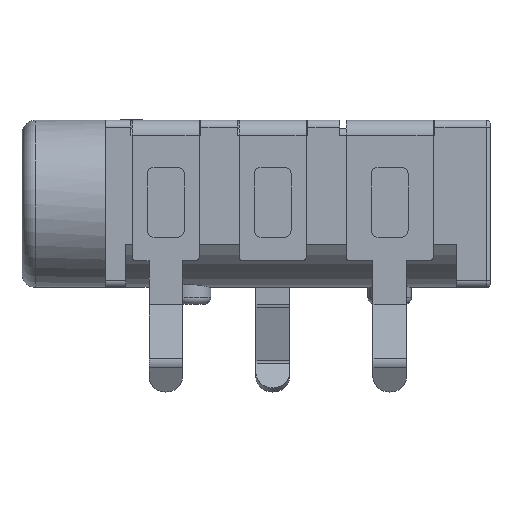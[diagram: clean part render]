
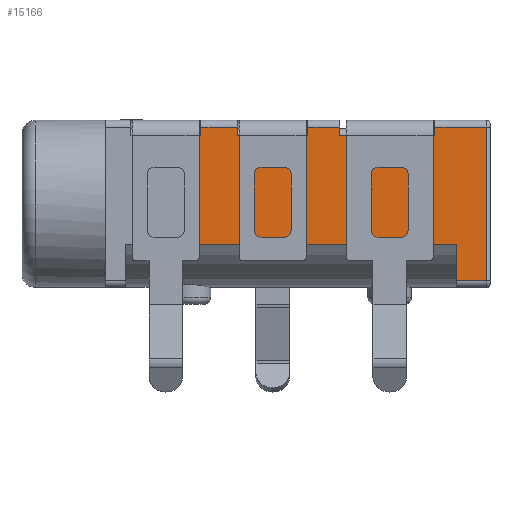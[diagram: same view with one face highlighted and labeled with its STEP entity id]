
A CAD part, front view. The second image highlights one B-rep face of the part: STEP entity #15166.
In plain terms, the highlighted planar face has unit normal (0, -1, 0).
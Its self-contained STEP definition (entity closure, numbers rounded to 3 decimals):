
#181 = AXIS2_PLACEMENT_3D ( 'NONE', #14577, #584, #27684 ) ;
#580 = VERTEX_POINT ( 'NONE', #2934 ) ;
#584 = DIRECTION ( 'NONE',  ( 0., 1., 0. ) ) ;
#838 = CARTESIAN_POINT ( 'NONE',  ( -2.95, -2.75, -1.2 ) ) ;
#989 = VERTEX_POINT ( 'NONE', #27321 ) ;
#1112 = DIRECTION ( 'NONE',  ( 0., 0., 1. ) ) ;
#1126 = VECTOR ( 'NONE', #14716, 1000. ) ;
#1309 = LINE ( 'NONE', #14712, #23204 ) ;
#1325 = DIRECTION ( 'NONE',  ( 0., 0., 1. ) ) ;
#1757 = EDGE_CURVE ( 'NONE', #11226, #5521, #1309, .T. ) ;
#2166 = CARTESIAN_POINT ( 'NONE',  ( 0.3, -2.75, 2.3 ) ) ;
#2284 = VERTEX_POINT ( 'NONE', #14615 ) ;
#2934 = CARTESIAN_POINT ( 'NONE',  ( 4.75, -2.75, -2.3 ) ) ;
#2963 = VECTOR ( 'NONE', #5513, 1000. ) ;
#3093 = CARTESIAN_POINT ( 'NONE',  ( 5.65, -2.75, 2.3 ) ) ;
#3166 = VECTOR ( 'NONE', #1325, 1000. ) ;
#3513 = ORIENTED_EDGE ( 'NONE', *, *, #12821, .T. ) ;
#3570 = EDGE_CURVE ( 'NONE', #5003, #5521, #6076, .T. ) ;
#4745 = LINE ( 'NONE', #9706, #13101 ) ;
#5003 = VERTEX_POINT ( 'NONE', #5301 ) ;
#5301 = CARTESIAN_POINT ( 'NONE',  ( 0.3, -2.75, 2.05 ) ) ;
#5513 = DIRECTION ( 'NONE',  ( 0., 0., 1. ) ) ;
#5521 = VERTEX_POINT ( 'NONE', #2166 ) ;
#5624 = ORIENTED_EDGE ( 'NONE', *, *, #19722, .T. ) ;
#5802 = ORIENTED_EDGE ( 'NONE', *, *, #23991, .T. ) ;
#6021 = CARTESIAN_POINT ( 'NONE',  ( -2.95, -2.75, 2.05 ) ) ;
#6076 = LINE ( 'NONE', #10187, #2963 ) ;
#6387 = VERTEX_POINT ( 'NONE', #19893 ) ;
#6411 = VECTOR ( 'NONE', #28023, 1000. ) ;
#6814 = ORIENTED_EDGE ( 'NONE', *, *, #22572, .T. ) ;
#7043 = VECTOR ( 'NONE', #25553, 1000. ) ;
#7252 = VERTEX_POINT ( 'NONE', #10366 ) ;
#7710 = EDGE_CURVE ( 'NONE', #27845, #24344, #18184, .T. ) ;
#7847 = VECTOR ( 'NONE', #27283, 1000. ) ;
#7971 = CARTESIAN_POINT ( 'NONE',  ( 4.75, -2.75, 2.5 ) ) ;
#8142 = CARTESIAN_POINT ( 'NONE',  ( 4.1, -2.75, 2.05 ) ) ;
#8146 = CARTESIAN_POINT ( 'NONE',  ( -5., -2.75, 2.05 ) ) ;
#8397 = CARTESIAN_POINT ( 'NONE',  ( -1.8, -2.75, 2.05 ) ) ;
#9706 = CARTESIAN_POINT ( 'NONE',  ( -2.9, -2.75, 2.25 ) ) ;
#10018 = DIRECTION ( 'NONE',  ( 0., 0., 1. ) ) ;
#10084 = VERTEX_POINT ( 'NONE', #8397 ) ;
#10181 = VECTOR ( 'NONE', #1112, 1000. ) ;
#10187 = CARTESIAN_POINT ( 'NONE',  ( 0.3, -2.75, 2.25 ) ) ;
#10193 = VERTEX_POINT ( 'NONE', #24864 ) ;
#10275 = DIRECTION ( 'NONE',  ( -1., 0., 0. ) ) ;
#10366 = CARTESIAN_POINT ( 'NONE',  ( -2.9, -2.75, 2.3 ) ) ;
#10574 = CARTESIAN_POINT ( 'NONE',  ( -1.8, -2.75, 2.25 ) ) ;
#10759 = LINE ( 'NONE', #15492, #23869 ) ;
#10775 = CARTESIAN_POINT ( 'NONE',  ( 4.1, -2.75, 2.3 ) ) ;
#10822 = EDGE_CURVE ( 'NONE', #17958, #12332, #14343, .T. ) ;
#11021 = ORIENTED_EDGE ( 'NONE', *, *, #28205, .T. ) ;
#11070 = ORIENTED_EDGE ( 'NONE', *, *, #7710, .T. ) ;
#11226 = VERTEX_POINT ( 'NONE', #14721 ) ;
#11788 = FACE_OUTER_BOUND ( 'NONE', #27827, .T. ) ;
#12007 = CARTESIAN_POINT ( 'NONE',  ( 5.65, -2.75, 2.5 ) ) ;
#12332 = VERTEX_POINT ( 'NONE', #838 ) ;
#12585 = VERTEX_POINT ( 'NONE', #10775 ) ;
#12821 = EDGE_CURVE ( 'NONE', #5003, #10084, #15914, .T. ) ;
#12836 = EDGE_CURVE ( 'NONE', #989, #7252, #4745, .T. ) ;
#13101 = VECTOR ( 'NONE', #18736, 1000. ) ;
#14343 = LINE ( 'NONE', #17146, #6411 ) ;
#14577 = CARTESIAN_POINT ( 'NONE',  ( -5.75, -2.75, 2.5 ) ) ;
#14615 = CARTESIAN_POINT ( 'NONE',  ( 5.65, -2.75, -2.3 ) ) ;
#14644 = LINE ( 'NONE', #12007, #7043 ) ;
#14712 = CARTESIAN_POINT ( 'NONE',  ( -5.75, -2.75, 2.3 ) ) ;
#14716 = DIRECTION ( 'NONE',  ( 0., 0., -1. ) ) ;
#14721 = CARTESIAN_POINT ( 'NONE',  ( 1.25, -2.75, 2.3 ) ) ;
#15108 = EDGE_CURVE ( 'NONE', #24344, #11226, #16359, .T. ) ;
#15166 = ADVANCED_FACE ( 'NONE', ( #11788 ), #25907, .F. ) ;
#15295 = ORIENTED_EDGE ( 'NONE', *, *, #10822, .F. ) ;
#15376 = ORIENTED_EDGE ( 'NONE', *, *, #1757, .T. ) ;
#15492 = CARTESIAN_POINT ( 'NONE',  ( 5.75, -2.75, -2.3 ) ) ;
#15719 = ORIENTED_EDGE ( 'NONE', *, *, #28447, .T. ) ;
#15907 = VECTOR ( 'NONE', #20965, 1000. ) ;
#15914 = LINE ( 'NONE', #23222, #15907 ) ;
#16359 = LINE ( 'NONE', #23677, #20471 ) ;
#16395 = CARTESIAN_POINT ( 'NONE',  ( 1.25, -2.75, 2.05 ) ) ;
#16490 = VECTOR ( 'NONE', #27096, 1000. ) ;
#16626 = CARTESIAN_POINT ( 'NONE',  ( 1.25, -2.75, 2.05 ) ) ;
#16800 = DIRECTION ( 'NONE',  ( 0., 0., 1. ) ) ;
#16884 = DIRECTION ( 'NONE',  ( -1., 0., 0. ) ) ;
#16997 = CARTESIAN_POINT ( 'NONE',  ( 4.75, -2.75, -1.2 ) ) ;
#17146 = CARTESIAN_POINT ( 'NONE',  ( 9.36, -2.75, -1.2 ) ) ;
#17267 = LINE ( 'NONE', #10574, #3166 ) ;
#17558 = ORIENTED_EDGE ( 'NONE', *, *, #3570, .F. ) ;
#17958 = VERTEX_POINT ( 'NONE', #16997 ) ;
#18004 = LINE ( 'NONE', #20250, #16490 ) ;
#18184 = LINE ( 'NONE', #16395, #7847 ) ;
#18379 = ORIENTED_EDGE ( 'NONE', *, *, #28906, .T. ) ;
#18627 = CARTESIAN_POINT ( 'NONE',  ( -5.75, -2.75, 2.3 ) ) ;
#18736 = DIRECTION ( 'NONE',  ( 0., 0., 1. ) ) ;
#19335 = DIRECTION ( 'NONE',  ( -1., 0., 0. ) ) ;
#19363 = LINE ( 'NONE', #7971, #24445 ) ;
#19458 = ORIENTED_EDGE ( 'NONE', *, *, #27176, .T. ) ;
#19467 = LINE ( 'NONE', #18627, #29280 ) ;
#19561 = CARTESIAN_POINT ( 'NONE',  ( 4.1, -2.75, 2.25 ) ) ;
#19722 = EDGE_CURVE ( 'NONE', #26525, #12585, #18004, .T. ) ;
#19893 = CARTESIAN_POINT ( 'NONE',  ( -2.95, -2.75, 2.05 ) ) ;
#19952 = ORIENTED_EDGE ( 'NONE', *, *, #15108, .T. ) ;
#20250 = CARTESIAN_POINT ( 'NONE',  ( -5.75, -2.75, 2.3 ) ) ;
#20471 = VECTOR ( 'NONE', #16800, 1000. ) ;
#20933 = EDGE_CURVE ( 'NONE', #580, #17958, #19363, .T. ) ;
#20965 = DIRECTION ( 'NONE',  ( -1., 0., 0. ) ) ;
#22002 = LINE ( 'NONE', #6021, #1126 ) ;
#22572 = EDGE_CURVE ( 'NONE', #2284, #26525, #14644, .T. ) ;
#23204 = VECTOR ( 'NONE', #10275, 1000. ) ;
#23222 = CARTESIAN_POINT ( 'NONE',  ( -1.8, -2.75, 2.05 ) ) ;
#23677 = CARTESIAN_POINT ( 'NONE',  ( 1.25, -2.75, -3.301 ) ) ;
#23853 = ORIENTED_EDGE ( 'NONE', *, *, #12836, .F. ) ;
#23869 = VECTOR ( 'NONE', #29045, 1000. ) ;
#23991 = EDGE_CURVE ( 'NONE', #10084, #10193, #17267, .T. ) ;
#24344 = VERTEX_POINT ( 'NONE', #16626 ) ;
#24445 = VECTOR ( 'NONE', #10018, 1000. ) ;
#24864 = CARTESIAN_POINT ( 'NONE',  ( -1.8, -2.75, 2.3 ) ) ;
#25242 = VECTOR ( 'NONE', #16884, 1000. ) ;
#25553 = DIRECTION ( 'NONE',  ( 0., 0., 1. ) ) ;
#25675 = EDGE_CURVE ( 'NONE', #27845, #12585, #28365, .T. ) ;
#25897 = ORIENTED_EDGE ( 'NONE', *, *, #20933, .F. ) ;
#25907 = PLANE ( 'NONE',  #181 ) ;
#26525 = VERTEX_POINT ( 'NONE', #3093 ) ;
#27096 = DIRECTION ( 'NONE',  ( -1., 0., 0. ) ) ;
#27176 = EDGE_CURVE ( 'NONE', #10193, #7252, #19467, .T. ) ;
#27283 = DIRECTION ( 'NONE',  ( -1., 0., 0. ) ) ;
#27321 = CARTESIAN_POINT ( 'NONE',  ( -2.9, -2.75, 2.05 ) ) ;
#27684 = DIRECTION ( 'NONE',  ( 0., 0., 1. ) ) ;
#27827 = EDGE_LOOP ( 'NONE', ( #15719, #11021, #15295, #25897, #18379, #6814, #5624, #28002, #11070, #19952, #15376, #17558, #3513, #5802, #19458, #23853 ) ) ;
#27845 = VERTEX_POINT ( 'NONE', #8142 ) ;
#28002 = ORIENTED_EDGE ( 'NONE', *, *, #25675, .F. ) ;
#28023 = DIRECTION ( 'NONE',  ( -1., 0., 0. ) ) ;
#28205 = EDGE_CURVE ( 'NONE', #6387, #12332, #22002, .T. ) ;
#28365 = LINE ( 'NONE', #19561, #10181 ) ;
#28447 = EDGE_CURVE ( 'NONE', #989, #6387, #28492, .T. ) ;
#28492 = LINE ( 'NONE', #8146, #25242 ) ;
#28906 = EDGE_CURVE ( 'NONE', #580, #2284, #10759, .T. ) ;
#29045 = DIRECTION ( 'NONE',  ( 1., 0., 0. ) ) ;
#29280 = VECTOR ( 'NONE', #19335, 1000. ) ;
